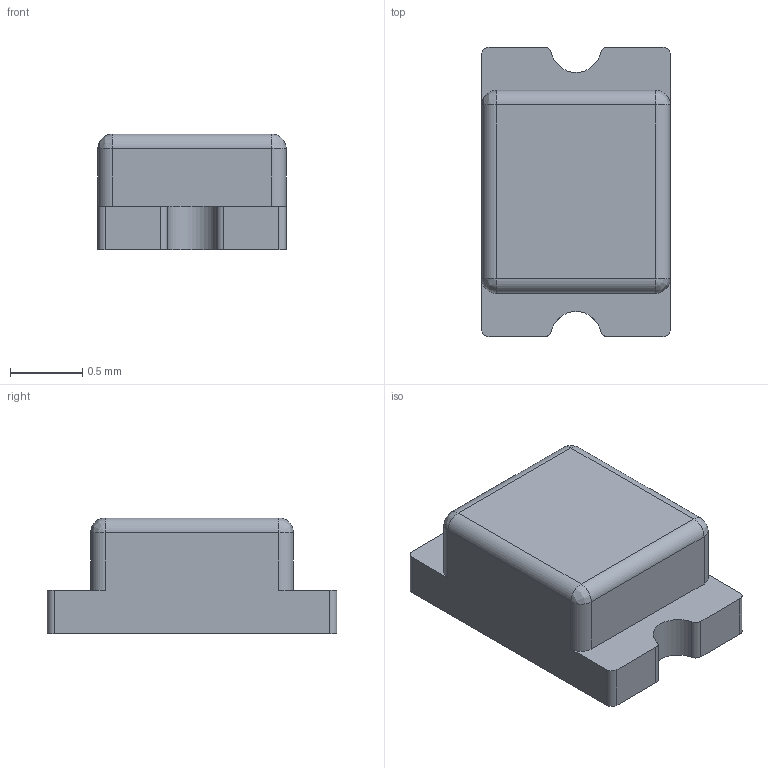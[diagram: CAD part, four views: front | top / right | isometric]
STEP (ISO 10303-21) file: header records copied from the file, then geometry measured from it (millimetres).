
FILE_DESCRIPTION (( 'STEP AP214' ), '1' );
FILE_NAME ('LS R976-NR-1.STEP', '2023-10-13T10:33:02', ( '' ), ( '' ), 'SwSTEP 2.0', 'SolidWorks 2023', '' );
FILE_SCHEMA (( 'AUTOMOTIVE_DESIGN' ));
Length unit declared in the file: millimetre
Products named in the file (1): LS R976-NR-1
Bounding box: 1.3 x 2 x 0.8 mm (x, y, z)
Volume: 1.6 mm3; surface area: 9.4 mm2
Topology: 1 solids, 1 shells, 34 faces, 88 edges, 52 vertices
Faces by surface type: cylinder 18, plane 12, bspline 4
Entity records: 1097 total; most frequent: CARTESIAN_POINT 231, DIRECTION 182, ORIENTED_EDGE 168, EDGE_CURVE 84, AXIS2_PLACEMENT_3D 67, VERTEX_POINT 52, LINE 48, VECTOR 48
